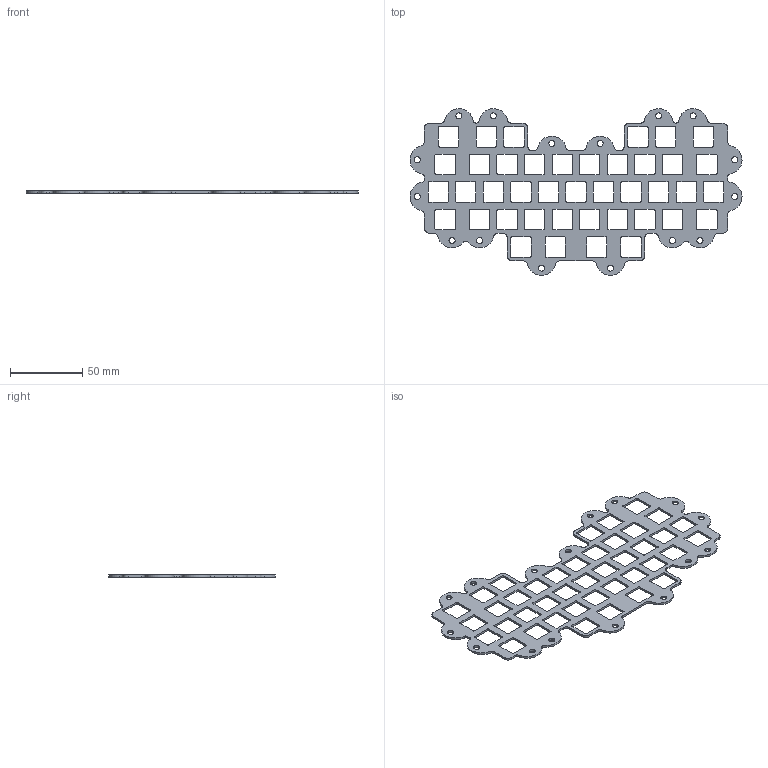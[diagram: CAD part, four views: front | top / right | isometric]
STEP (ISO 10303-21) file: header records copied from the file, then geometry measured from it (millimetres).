
FILE_DESCRIPTION(/* description */ (''),/* implementation_level */ '2;1');
FILE_NAME(/* name */ 'plateklacker.step',/* time_stamp */ '2023-11-01T11:25:42-07:00',/* author */ (''),/* organization */ (''),/* preprocessor_version */ 'ST-DEVELOPER v20',/* originating_system */ 'Autodesk Translation Framework v12.14.0.127',/* authorisation */ '');
FILE_SCHEMA (('AUTOMOTIVE_DESIGN { 1 0 10303 214 3 1 1 }'));
Length unit declared in the file: millimetre
Products named in the file (1): plate
Bounding box: 229.54 x 115.24 x 1.5 mm (x, y, z)
Volume: 16193.3 mm3; surface area: 26456.8 mm2
Topology: 1 solids, 1 shells, 430 faces, 1284 edges, 856 vertices
Faces by surface type: cylinder 230, plane 192, bspline 8
Full cylindrical faces by diameter (mm): 4.2 x16
Entity records: 15461 total; most frequent: CARTESIAN_POINT 3219, DIRECTION 2574, ORIENTED_EDGE 2568, EDGE_CURVE 1284, AXIS2_PLACEMENT_3D 883, VERTEX_POINT 856, LINE 808, VECTOR 808
